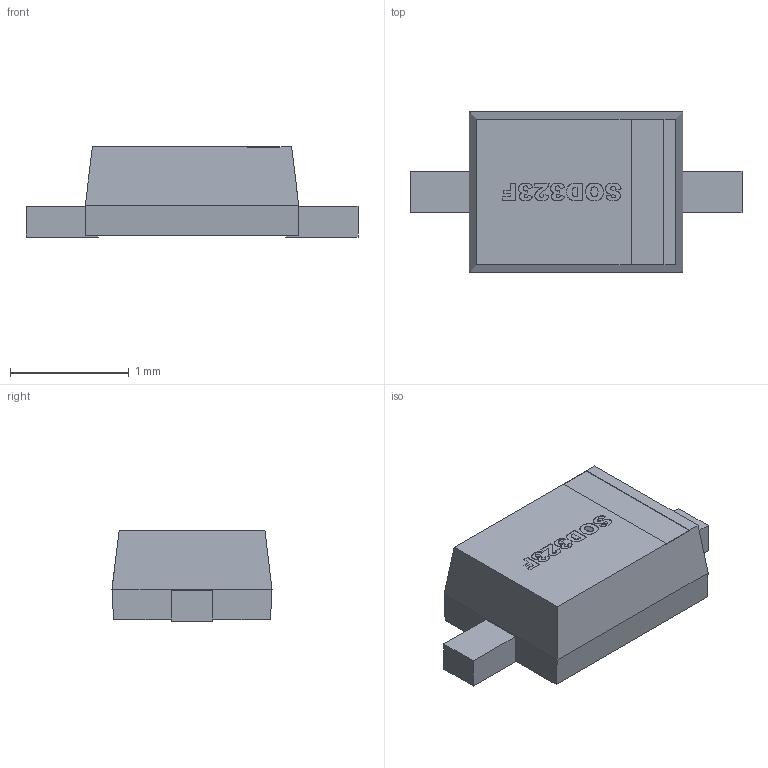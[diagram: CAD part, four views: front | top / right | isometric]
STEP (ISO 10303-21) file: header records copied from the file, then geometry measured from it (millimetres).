
FILE_DESCRIPTION(('FreeCAD Model'),'2;1');
FILE_NAME('temp.step','2017-03-01T20:57:00',( 'Author'),(''),'Open CASCADE STEP processor 6.8','FreeCAD','Unknown' );
FILE_SCHEMA(('AUTOMOTIVE_DESIGN_CC2 { 1 2 10303 214 -1 1 5 4 }'));
Length unit declared in the file: millimetre
Products named in the file (2): ASSEMBLY; Fusion
Assembly tree (1 placements, depth 2):
  ASSEMBLY
    Fusion
Bounding box: 2.8 x 1.35 x 0.76 mm (x, y, z)
Surface area: 10.4 mm2 (no closed solid volume)
Topology: 0 solids, 1 shells, 80 faces, 204 edges, 134 vertices
Faces by surface type: plane 60, bspline 18, cylinder 2
Entity records: 11550 total; most frequent: CARTESIAN_POINT 7148, DIRECTION 589, LINE 453, VECTOR 453, ORIENTED_EDGE 404, PCURVE 404, DEFINITIONAL_REPRESENTATION 404, EDGE_CURVE 204
